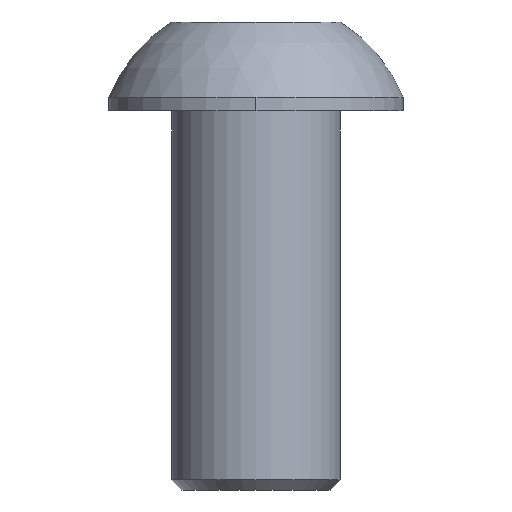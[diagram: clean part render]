
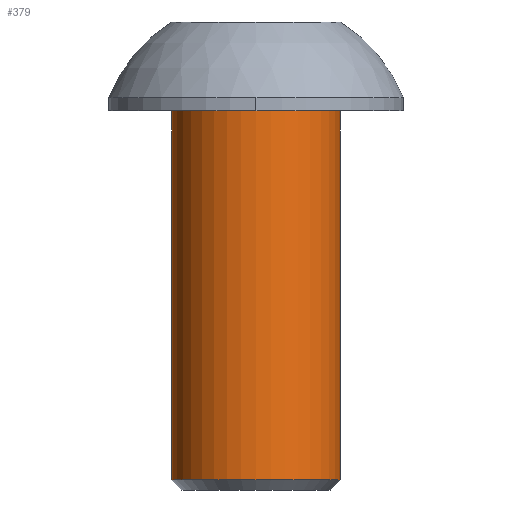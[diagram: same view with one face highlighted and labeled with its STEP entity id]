
A CAD part, left-side view. The second image highlights one B-rep face of the part: STEP entity #379.
In plain terms, the highlighted cylindrical face has radius 3.175 mm (diameter 6.35 mm), a partial arc.
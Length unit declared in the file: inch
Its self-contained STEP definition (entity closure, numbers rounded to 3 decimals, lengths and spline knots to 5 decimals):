
#38 = DIRECTION ( 'NONE',  ( 0., 1., 0. ) ) ;
#125 = CARTESIAN_POINT ( 'NONE',  ( 0., 0.125, 0.22155 ) ) ;
#173 = CARTESIAN_POINT ( 'NONE',  ( 0., 0.125, -0.132 ) ) ;
#179 = AXIS2_PLACEMENT_3D ( 'NONE', #1571, #1684, #1674 ) ;
#228 = DIRECTION ( 'NONE',  ( 0., 0., -1. ) ) ;
#238 = DIRECTION ( 'NONE',  ( 0., 1., 0. ) ) ;
#312 = EDGE_CURVE ( 'NONE', #1609, #998, #1027, .T. ) ;
#326 = CARTESIAN_POINT ( 'NONE',  ( 0., -0.125, -0.132 ) ) ;
#334 = EDGE_CURVE ( 'NONE', #998, #1341, #1152, .T. ) ;
#379 = ADVANCED_FACE ( 'NONE', ( #894 ), #643, .T. ) ;
#472 = CARTESIAN_POINT ( 'NONE',  ( 0., -0.125, -0.6795 ) ) ;
#586 = CARTESIAN_POINT ( 'NONE',  ( 0., -0.125, 0.22155 ) ) ;
#629 = AXIS2_PLACEMENT_3D ( 'NONE', #978, #1510, #38 ) ;
#643 = CYLINDRICAL_SURFACE ( 'NONE', #969, 0.125 ) ;
#694 = VECTOR ( 'NONE', #949, 39.37008 ) ;
#743 = CARTESIAN_POINT ( 'NONE',  ( 0., 0., 0.22155 ) ) ;
#826 = ORIENTED_EDGE ( 'NONE', *, *, #334, .T. ) ;
#894 = FACE_OUTER_BOUND ( 'NONE', #1492, .T. ) ;
#906 = CIRCLE ( 'NONE', #629, 0.125 ) ;
#916 = ORIENTED_EDGE ( 'NONE', *, *, #1605, .T. ) ;
#936 = EDGE_CURVE ( 'NONE', #1609, #1130, #1647, .T. ) ;
#949 = DIRECTION ( 'NONE',  ( 0., 0., -1. ) ) ;
#969 = AXIS2_PLACEMENT_3D ( 'NONE', #743, #1563, #238 ) ;
#978 = CARTESIAN_POINT ( 'NONE',  ( 0., 0., -0.6795 ) ) ;
#998 = VERTEX_POINT ( 'NONE', #173 ) ;
#1027 = CIRCLE ( 'NONE', #179, 0.125 ) ;
#1130 = VERTEX_POINT ( 'NONE', #472 ) ;
#1152 = LINE ( 'NONE', #125, #1526 ) ;
#1184 = CARTESIAN_POINT ( 'NONE',  ( 0., 0.125, -0.6795 ) ) ;
#1341 = VERTEX_POINT ( 'NONE', #1184 ) ;
#1461 = ORIENTED_EDGE ( 'NONE', *, *, #312, .T. ) ;
#1492 = EDGE_LOOP ( 'NONE', ( #1627, #1461, #826, #916 ) ) ;
#1510 = DIRECTION ( 'NONE',  ( 0., 0., 1. ) ) ;
#1526 = VECTOR ( 'NONE', #228, 39.37008 ) ;
#1563 = DIRECTION ( 'NONE',  ( 0., 0., -1. ) ) ;
#1571 = CARTESIAN_POINT ( 'NONE',  ( 0., 0., -0.132 ) ) ;
#1605 = EDGE_CURVE ( 'NONE', #1341, #1130, #906, .T. ) ;
#1609 = VERTEX_POINT ( 'NONE', #326 ) ;
#1627 = ORIENTED_EDGE ( 'NONE', *, *, #936, .F. ) ;
#1647 = LINE ( 'NONE', #586, #694 ) ;
#1674 = DIRECTION ( 'NONE',  ( 1., 0., 0. ) ) ;
#1684 = DIRECTION ( 'NONE',  ( 0., 0., -1. ) ) ;
